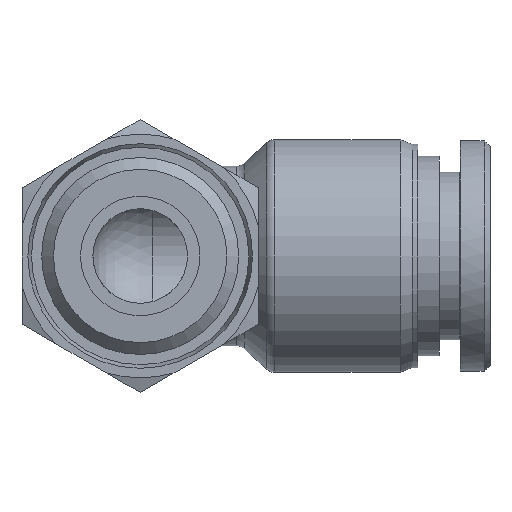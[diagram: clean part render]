
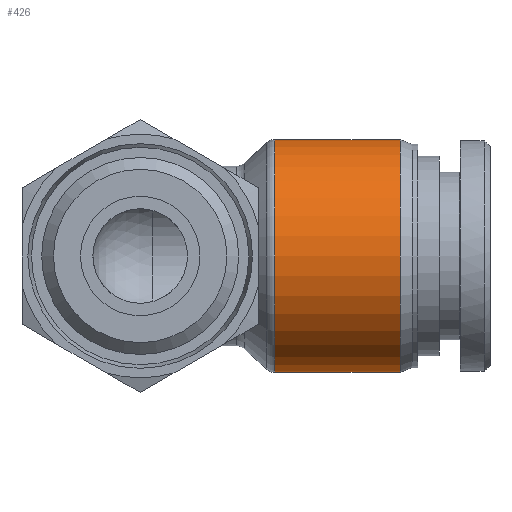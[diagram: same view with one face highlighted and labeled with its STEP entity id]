
A CAD part, front view. The second image highlights one B-rep face of the part: STEP entity #426.
In plain terms, the highlighted cylindrical face has radius 9.85 mm (diameter 19.7 mm), a full revolution.
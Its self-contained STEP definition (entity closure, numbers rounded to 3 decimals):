
#395=CARTESIAN_POINT('',(11.384,9.85,0.));
#396=VERTEX_POINT('',#395);
#397=CARTESIAN_POINT('',(11.384,0.,0.0));
#398=DIRECTION('',(-1.0,0.0,0.0));
#399=DIRECTION('',(0.0,-1.0,0.0));
#400=AXIS2_PLACEMENT_3D('',#397,#398,#399);
#401=CIRCLE('',#400,9.85);
#402=EDGE_CURVE('',#396,#396,#401,.T.);
#407=CARTESIAN_POINT('',(16.5,0.,0.0));
#408=DIRECTION('',(1.0,0.0,0.0));
#409=DIRECTION('',(0.0,1.0,0.0));
#410=AXIS2_PLACEMENT_3D('',#407,#408,#409);
#411=CYLINDRICAL_SURFACE('',#410,9.85);
#412=CARTESIAN_POINT('',(22.0,9.85,0.0));
#413=VERTEX_POINT('',#412);
#414=CARTESIAN_POINT('',(22.,0.,0.0));
#415=DIRECTION('',(1.0,0.0,0.0));
#416=DIRECTION('',(0.0,1.0,0.0));
#417=AXIS2_PLACEMENT_3D('',#414,#415,#416);
#418=CIRCLE('',#417,9.85);
#419=EDGE_CURVE('',#413,#413,#418,.T.);
#420=ORIENTED_EDGE('',*,*,#419,.F.);
#421=EDGE_LOOP('',(#420));
#422=FACE_OUTER_BOUND('',#421,.T.);
#423=ORIENTED_EDGE('',*,*,#402,.F.);
#424=EDGE_LOOP('',(#423));
#425=FACE_BOUND('',#424,.T.);
#426=ADVANCED_FACE('',(#422,#425),#411,.T.);
